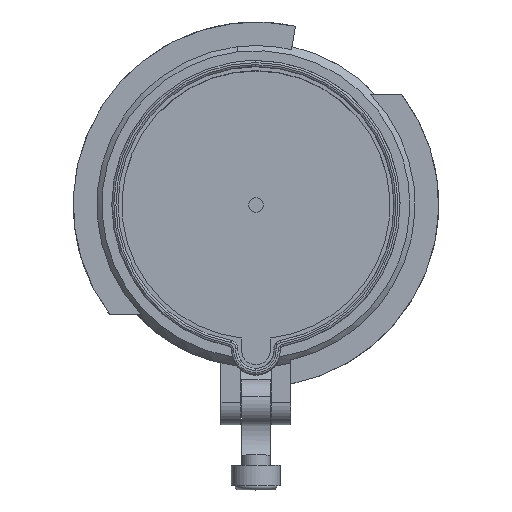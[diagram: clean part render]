
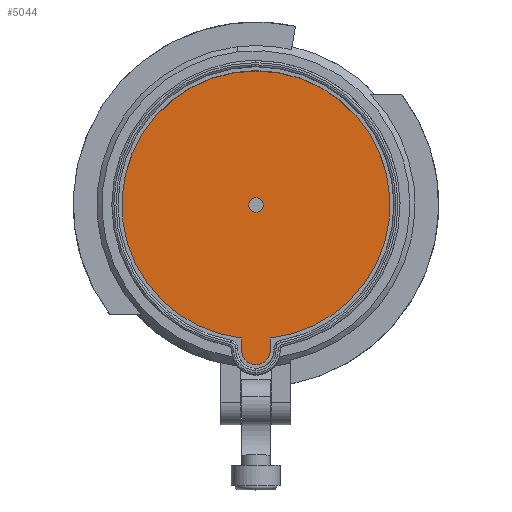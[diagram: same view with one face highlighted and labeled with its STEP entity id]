
A CAD part, top view. The second image highlights one B-rep face of the part: STEP entity #5044.
In plain terms, the highlighted planar face has unit normal (0, 0, 1).
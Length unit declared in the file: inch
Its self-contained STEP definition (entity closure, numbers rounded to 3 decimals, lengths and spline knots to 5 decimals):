
#12 = VECTOR ( 'NONE', #18, 39.37008 ) ;
#18 = DIRECTION ( 'NONE',  ( 0., -1., 0. ) ) ;
#86 = LINE ( 'NONE', #4198, #12 ) ;
#148 = ORIENTED_EDGE ( 'NONE', *, *, #3137, .F. ) ;
#281 = DIRECTION ( 'NONE',  ( -1., 0., 0. ) ) ;
#306 = CIRCLE ( 'NONE', #1825, 0.1378 ) ;
#311 = VERTEX_POINT ( 'NONE', #459 ) ;
#347 = DIRECTION ( 'NONE',  ( 1., 0., 0. ) ) ;
#391 = CARTESIAN_POINT ( 'NONE',  ( 0., 0., 0.25591 ) ) ;
#397 = ORIENTED_EDGE ( 'NONE', *, *, #5414, .T. ) ;
#398 = AXIS2_PLACEMENT_3D ( 'NONE', #1100, #4774, #6763 ) ;
#412 = CARTESIAN_POINT ( 'NONE',  ( 0., 1.28346, 0.25591 ) ) ;
#459 = CARTESIAN_POINT ( 'NONE',  ( 0.1378, -1.27605, 0.25591 ) ) ;
#461 = CARTESIAN_POINT ( 'NONE',  ( 0., -1.3937, 0.25591 ) ) ;
#722 = AXIS2_PLACEMENT_3D ( 'NONE', #889, #860, #347 ) ;
#787 = CARTESIAN_POINT ( 'NONE',  ( 0., 0., 0.25591 ) ) ;
#858 = EDGE_CURVE ( 'NONE', #3082, #3127, #3107, .T. ) ;
#860 = DIRECTION ( 'NONE',  ( 0., 0., 1. ) ) ;
#889 = CARTESIAN_POINT ( 'NONE',  ( 0., -0.03596, 0.25591 ) ) ;
#1044 = AXIS2_PLACEMENT_3D ( 'NONE', #787, #3902, #281 ) ;
#1062 = LINE ( 'NONE', #3033, #3613 ) ;
#1100 = CARTESIAN_POINT ( 'NONE',  ( 0., 0., 0.25591 ) ) ;
#1210 = ORIENTED_EDGE ( 'NONE', *, *, #5883, .T. ) ;
#1402 = PLANE ( 'NONE',  #722 ) ;
#1825 = AXIS2_PLACEMENT_3D ( 'NONE', #461, #1973, #4089 ) ;
#1941 = VERTEX_POINT ( 'NONE', #2968 ) ;
#1960 = DIRECTION ( 'NONE',  ( 0., 0., 1. ) ) ;
#1973 = DIRECTION ( 'NONE',  ( 0., 0., 1. ) ) ;
#2199 = ORIENTED_EDGE ( 'NONE', *, *, #858, .T. ) ;
#2327 = ORIENTED_EDGE ( 'NONE', *, *, #3924, .F. ) ;
#2391 = EDGE_CURVE ( 'NONE', #3127, #3082, #3883, .T. ) ;
#2542 = DIRECTION ( 'NONE',  ( 1., 0., 0. ) ) ;
#2567 = ORIENTED_EDGE ( 'NONE', *, *, #6493, .T. ) ;
#2968 = CARTESIAN_POINT ( 'NONE',  ( -0.1378, -1.27605, 0.25591 ) ) ;
#3033 = CARTESIAN_POINT ( 'NONE',  ( -0.1378, 0., 0.25591 ) ) ;
#3082 = VERTEX_POINT ( 'NONE', #4519 ) ;
#3100 = DIRECTION ( 'NONE',  ( 0., 1., 0. ) ) ;
#3107 = CIRCLE ( 'NONE', #1044, 0.0689 ) ;
#3127 = VERTEX_POINT ( 'NONE', #5362 ) ;
#3137 = EDGE_CURVE ( 'NONE', #311, #5403, #86, .T. ) ;
#3415 = CIRCLE ( 'NONE', #6279, 1.28346 ) ;
#3477 = FACE_BOUND ( 'NONE', #6334, .T. ) ;
#3596 = EDGE_LOOP ( 'NONE', ( #2567, #1210, #2327, #397, #148 ) ) ;
#3613 = VECTOR ( 'NONE', #3100, 39.37008 ) ;
#3883 = CIRCLE ( 'NONE', #398, 0.0689 ) ;
#3902 = DIRECTION ( 'NONE',  ( 0., 0., -1. ) ) ;
#3919 = VERTEX_POINT ( 'NONE', #412 ) ;
#3924 = EDGE_CURVE ( 'NONE', #5792, #1941, #1062, .T. ) ;
#4039 = DIRECTION ( 'NONE',  ( 1., 0., 0. ) ) ;
#4089 = DIRECTION ( 'NONE',  ( 1., 0., 0. ) ) ;
#4116 = DIRECTION ( 'NONE',  ( 0., 0., 1. ) ) ;
#4198 = CARTESIAN_POINT ( 'NONE',  ( 0.1378, 0., 0.25591 ) ) ;
#4519 = CARTESIAN_POINT ( 'NONE',  ( 0.0689, 0., 0.25591 ) ) ;
#4679 = CARTESIAN_POINT ( 'NONE',  ( -0.1378, -1.3937, 0.25591 ) ) ;
#4737 = AXIS2_PLACEMENT_3D ( 'NONE', #6700, #4116, #2542 ) ;
#4774 = DIRECTION ( 'NONE',  ( 0., 0., -1. ) ) ;
#5044 = ADVANCED_FACE ( 'NONE', ( #3477, #5582 ), #1402, .T. ) ;
#5362 = CARTESIAN_POINT ( 'NONE',  ( -0.0689, 0., 0.25591 ) ) ;
#5403 = VERTEX_POINT ( 'NONE', #5739 ) ;
#5414 = EDGE_CURVE ( 'NONE', #5792, #5403, #306, .T. ) ;
#5582 = FACE_OUTER_BOUND ( 'NONE', #3596, .T. ) ;
#5739 = CARTESIAN_POINT ( 'NONE',  ( 0.1378, -1.3937, 0.25591 ) ) ;
#5792 = VERTEX_POINT ( 'NONE', #4679 ) ;
#5883 = EDGE_CURVE ( 'NONE', #3919, #1941, #6708, .T. ) ;
#6279 = AXIS2_PLACEMENT_3D ( 'NONE', #391, #1960, #4039 ) ;
#6306 = ORIENTED_EDGE ( 'NONE', *, *, #2391, .T. ) ;
#6334 = EDGE_LOOP ( 'NONE', ( #6306, #2199 ) ) ;
#6493 = EDGE_CURVE ( 'NONE', #311, #3919, #3415, .T. ) ;
#6700 = CARTESIAN_POINT ( 'NONE',  ( 0., 0., 0.25591 ) ) ;
#6708 = CIRCLE ( 'NONE', #4737, 1.28346 ) ;
#6763 = DIRECTION ( 'NONE',  ( -1., 0., 0. ) ) ;
